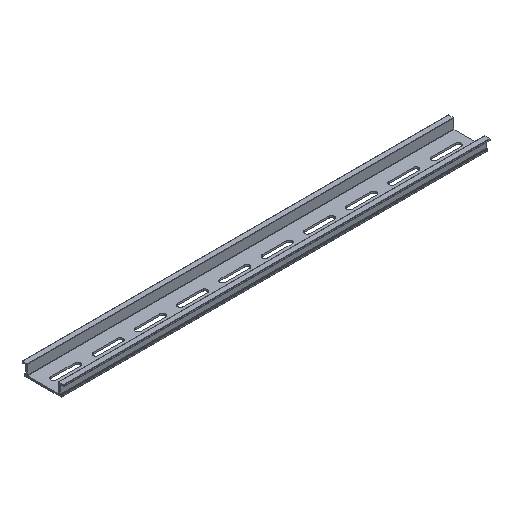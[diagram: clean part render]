
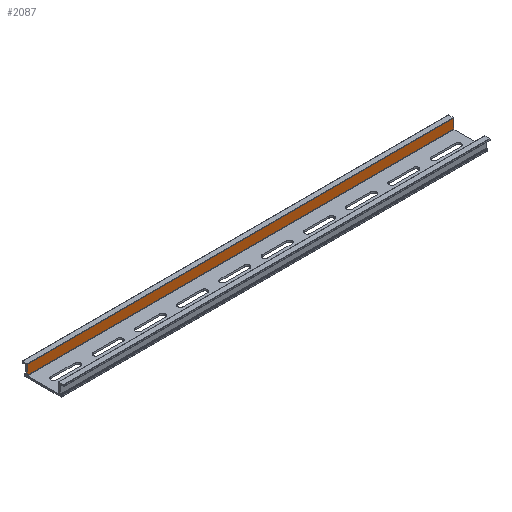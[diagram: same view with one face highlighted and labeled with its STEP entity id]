
A CAD part, isometric view. The second image highlights one B-rep face of the part: STEP entity #2087.
In plain terms, the highlighted planar face has unit normal (0, -1, 0).
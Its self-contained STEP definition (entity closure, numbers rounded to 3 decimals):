
#78 = VERTEX_POINT ( 'NONE', #2308 ) ;
#141 = EDGE_CURVE ( 'NONE', #228, #670, #371, .T. ) ;
#183 = DIRECTION ( 'NONE',  ( 0., 1., 0. ) ) ;
#228 = VERTEX_POINT ( 'NONE', #2551 ) ;
#371 = LINE ( 'NONE', #2322, #2393 ) ;
#413 = EDGE_CURVE ( 'NONE', #1242, #670, #2190, .T. ) ;
#528 = VECTOR ( 'NONE', #2296, 1000. ) ;
#587 = PLANE ( 'NONE',  #1845 ) ;
#670 = VERTEX_POINT ( 'NONE', #1182 ) ;
#749 = CARTESIAN_POINT ( 'NONE',  ( -179., 13., 4.732 ) ) ;
#886 = DIRECTION ( 'NONE',  ( 0., 0., -1. ) ) ;
#893 = ORIENTED_EDGE ( 'NONE', *, *, #1170, .T. ) ;
#953 = DIRECTION ( 'NONE',  ( 0., 0., 1. ) ) ;
#1001 = CARTESIAN_POINT ( 'NONE',  ( -179., 13., 4.732 ) ) ;
#1076 = CARTESIAN_POINT ( 'NONE',  ( 179., 13., 4.732 ) ) ;
#1149 = DIRECTION ( 'NONE',  ( -1., 0., 0. ) ) ;
#1170 = EDGE_CURVE ( 'NONE', #78, #1242, #1707, .T. ) ;
#1171 = CARTESIAN_POINT ( 'NONE',  ( 179., 13., 4.732 ) ) ;
#1182 = CARTESIAN_POINT ( 'NONE',  ( -179., 13., -3.232 ) ) ;
#1242 = VERTEX_POINT ( 'NONE', #749 ) ;
#1361 = ORIENTED_EDGE ( 'NONE', *, *, #141, .F. ) ;
#1378 = ORIENTED_EDGE ( 'NONE', *, *, #413, .T. ) ;
#1503 = CARTESIAN_POINT ( 'NONE',  ( 179., 13., 4.732 ) ) ;
#1562 = VECTOR ( 'NONE', #1796, 1000. ) ;
#1707 = LINE ( 'NONE', #1503, #528 ) ;
#1796 = DIRECTION ( 'NONE',  ( 0., 0., -1. ) ) ;
#1845 = AXIS2_PLACEMENT_3D ( 'NONE', #1171, #183, #953 ) ;
#1883 = VECTOR ( 'NONE', #886, 1000. ) ;
#1986 = EDGE_CURVE ( 'NONE', #78, #228, #2265, .T. ) ;
#2087 = ADVANCED_FACE ( 'NONE', ( #2563 ), #587, .F. ) ;
#2190 = LINE ( 'NONE', #1001, #1562 ) ;
#2206 = ORIENTED_EDGE ( 'NONE', *, *, #1986, .F. ) ;
#2265 = LINE ( 'NONE', #1076, #1883 ) ;
#2296 = DIRECTION ( 'NONE',  ( -1., 0., 0. ) ) ;
#2308 = CARTESIAN_POINT ( 'NONE',  ( 179., 13., 4.732 ) ) ;
#2322 = CARTESIAN_POINT ( 'NONE',  ( 179., 13., -3.232 ) ) ;
#2328 = EDGE_LOOP ( 'NONE', ( #1378, #1361, #2206, #893 ) ) ;
#2393 = VECTOR ( 'NONE', #1149, 1000. ) ;
#2551 = CARTESIAN_POINT ( 'NONE',  ( 179., 13., -3.232 ) ) ;
#2563 = FACE_OUTER_BOUND ( 'NONE', #2328, .T. ) ;
